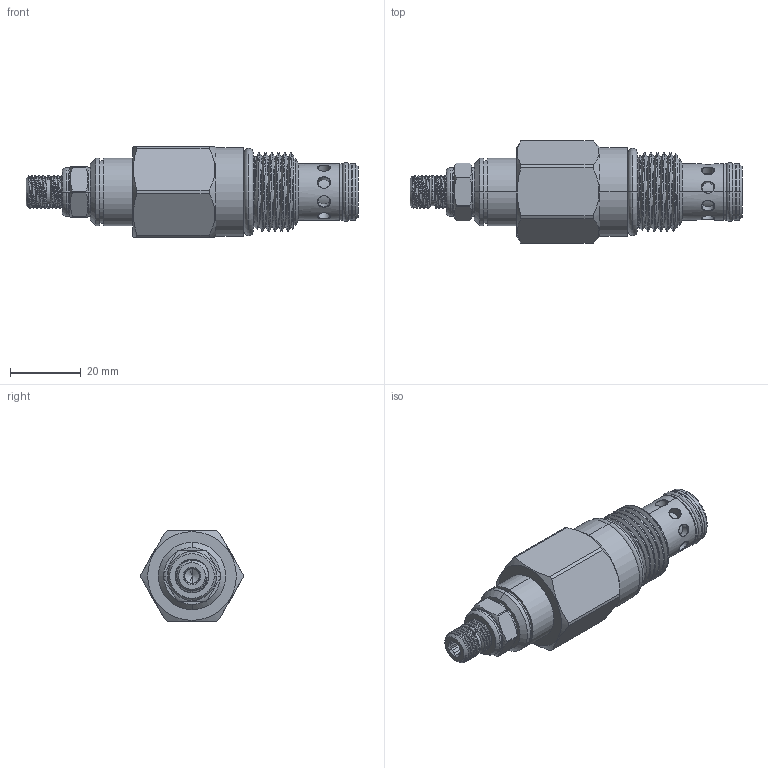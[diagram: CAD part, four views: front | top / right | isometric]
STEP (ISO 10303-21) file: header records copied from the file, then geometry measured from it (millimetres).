
FILE_DESCRIPTION (( 'STEP AP203' ), '1' );
FILE_NAME ('FR10W220400L.STEP', '2020-04-16T05:50:59', ( '' ), ( '' ), 'SwSTEP 2.0', 'SolidWorks 2018', '' );
FILE_SCHEMA (( 'CONFIG_CONTROL_DESIGN' ));
Length unit declared in the file: millimetre
Products named in the file (1): FR10W220400L
Bounding box: 93.6 x 28.8 x 25.7 mm (x, y, z)
Volume: 30406.6 mm3; surface area: 9007.8 mm2
Topology: 4 solids, 4 shells, 240 faces, 577 edges, 361 vertices
Faces by surface type: cylinder 108, plane 54, cone 43, torus 26, bspline 9
Entity records: 15142 total; most frequent: CARTESIAN_POINT 9761, ORIENTED_EDGE 1150, DIRECTION 1072, EDGE_CURVE 575, AXIS2_PLACEMENT_3D 442, VERTEX_POINT 361, EDGE_LOOP 262, FACE_OUTER_BOUND 240
